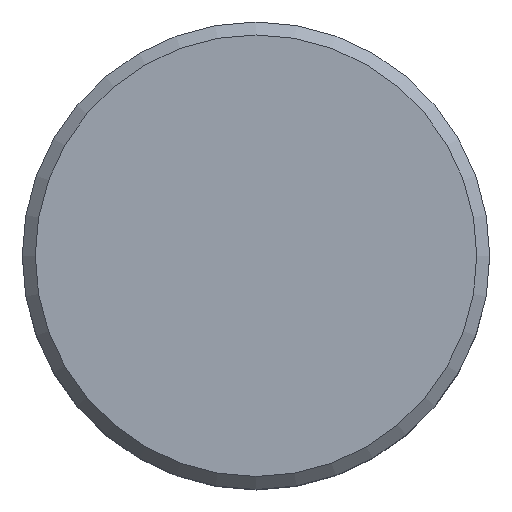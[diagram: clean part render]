
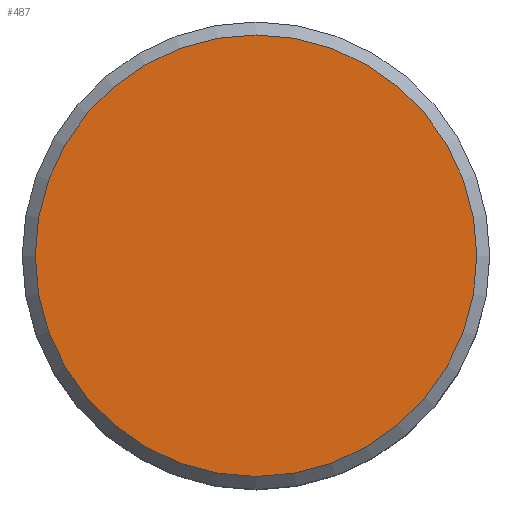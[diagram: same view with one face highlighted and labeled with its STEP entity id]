
A CAD part, top view. The second image highlights one B-rep face of the part: STEP entity #487.
In plain terms, the highlighted planar face has unit normal (0, 0, 1).
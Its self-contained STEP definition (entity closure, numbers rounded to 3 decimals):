
#458 = VERTEX_POINT('',#459);
#459 = CARTESIAN_POINT('',(0.,-6.75,5.5));
#467 = EDGE_CURVE('',#458,#458,#468,.T.);
#468 = CIRCLE('',#469,4.25);
#469 = AXIS2_PLACEMENT_3D('',#470,#471,#472);
#470 = CARTESIAN_POINT('',(0.,-2.5,5.5));
#471 = DIRECTION('',(0.,0.,1.));
#472 = DIRECTION('',(0.,-1.,0.));
#487 = ADVANCED_FACE('',(#488),#491,.F.);
#488 = FACE_BOUND('',#489,.T.);
#489 = EDGE_LOOP('',(#490));
#490 = ORIENTED_EDGE('',*,*,#467,.T.);
#491 = PLANE('',#492);
#492 = AXIS2_PLACEMENT_3D('',#493,#494,#495);
#493 = CARTESIAN_POINT('',(0.,-2.5,5.5));
#494 = DIRECTION('',(0.,0.,-1.));
#495 = DIRECTION('',(0.,1.,0.));
